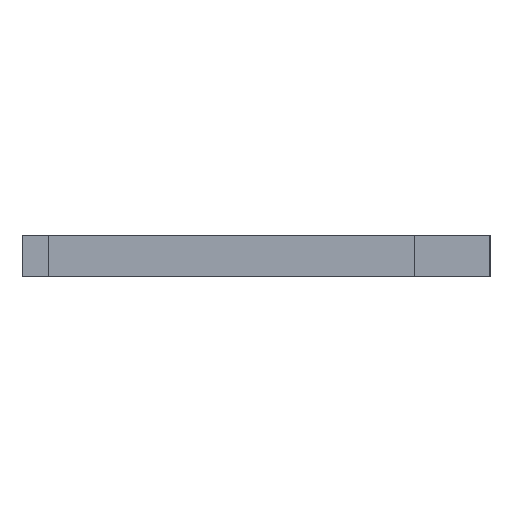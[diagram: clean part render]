
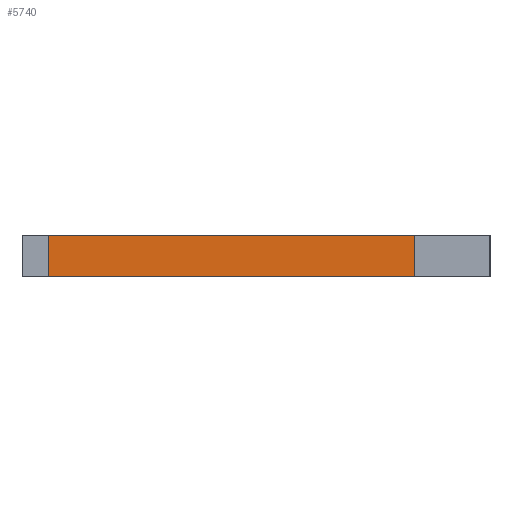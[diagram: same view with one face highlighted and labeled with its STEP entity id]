
A CAD part, left-side view. The second image highlights one B-rep face of the part: STEP entity #5740.
In plain terms, the highlighted planar face has unit normal (-1, 0, 0).
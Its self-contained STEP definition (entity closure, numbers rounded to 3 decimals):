
#83 = PLANE('',#84);
#84 = AXIS2_PLACEMENT_3D('',#85,#86,#87);
#85 = CARTESIAN_POINT('',(149.092,-110.396,1.6));
#86 = DIRECTION('',(-0.,-0.,-1.));
#87 = DIRECTION('',(-1.,0.,0.));
#137 = PLANE('',#138);
#138 = AXIS2_PLACEMENT_3D('',#139,#140,#141);
#139 = CARTESIAN_POINT('',(149.092,-110.396,0.));
#140 = DIRECTION('',(-0.,-0.,-1.));
#141 = DIRECTION('',(-1.,0.,0.));
#442 = VERTEX_POINT('',#443);
#443 = CARTESIAN_POINT('',(44.,-117.,0.));
#457 = PLANE('',#458);
#458 = AXIS2_PLACEMENT_3D('',#459,#460,#461);
#459 = CARTESIAN_POINT('',(115.9,-117.,0.));
#460 = DIRECTION('',(0.,-1.,0.));
#461 = DIRECTION('',(-1.,0.,0.));
#469 = EDGE_CURVE('',#442,#470,#472,.T.);
#470 = VERTEX_POINT('',#471);
#471 = CARTESIAN_POINT('',(44.,-103.,0.));
#472 = SURFACE_CURVE('',#473,(#477,#484),.PCURVE_S1.);
#473 = LINE('',#474,#475);
#474 = CARTESIAN_POINT('',(44.,-117.,0.));
#475 = VECTOR('',#476,1.);
#476 = DIRECTION('',(0.,1.,0.));
#477 = PCURVE('',#137,#478);
#478 = DEFINITIONAL_REPRESENTATION('',(#479),#483);
#479 = LINE('',#480,#481);
#480 = CARTESIAN_POINT('',(105.092,-6.604));
#481 = VECTOR('',#482,1.);
#482 = DIRECTION('',(0.,1.));
#483 = ( GEOMETRIC_REPRESENTATION_CONTEXT(2) 
PARAMETRIC_REPRESENTATION_CONTEXT() REPRESENTATION_CONTEXT('2D SPACE',''
  ) );
#484 = PCURVE('',#485,#490);
#485 = PLANE('',#486);
#486 = AXIS2_PLACEMENT_3D('',#487,#488,#489);
#487 = CARTESIAN_POINT('',(44.,-117.,0.));
#488 = DIRECTION('',(-1.,0.,0.));
#489 = DIRECTION('',(0.,1.,0.));
#490 = DEFINITIONAL_REPRESENTATION('',(#491),#495);
#491 = LINE('',#492,#493);
#492 = CARTESIAN_POINT('',(0.,0.));
#493 = VECTOR('',#494,1.);
#494 = DIRECTION('',(1.,0.));
#495 = ( GEOMETRIC_REPRESENTATION_CONTEXT(2) 
PARAMETRIC_REPRESENTATION_CONTEXT() REPRESENTATION_CONTEXT('2D SPACE',''
  ) );
#513 = PLANE('',#514);
#514 = AXIS2_PLACEMENT_3D('',#515,#516,#517);
#515 = CARTESIAN_POINT('',(44.,-103.,0.));
#516 = DIRECTION('',(0.,1.,0.));
#517 = DIRECTION('',(1.,0.,0.));
#3293 = VERTEX_POINT('',#3294);
#3294 = CARTESIAN_POINT('',(44.,-117.,1.6));
#3315 = EDGE_CURVE('',#3293,#3316,#3318,.T.);
#3316 = VERTEX_POINT('',#3317);
#3317 = CARTESIAN_POINT('',(44.,-103.,1.6));
#3318 = SURFACE_CURVE('',#3319,(#3323,#3330),.PCURVE_S1.);
#3319 = LINE('',#3320,#3321);
#3320 = CARTESIAN_POINT('',(44.,-117.,1.6));
#3321 = VECTOR('',#3322,1.);
#3322 = DIRECTION('',(0.,1.,0.));
#3323 = PCURVE('',#83,#3324);
#3324 = DEFINITIONAL_REPRESENTATION('',(#3325),#3329);
#3325 = LINE('',#3326,#3327);
#3326 = CARTESIAN_POINT('',(105.092,-6.604));
#3327 = VECTOR('',#3328,1.);
#3328 = DIRECTION('',(0.,1.));
#3329 = ( GEOMETRIC_REPRESENTATION_CONTEXT(2) 
PARAMETRIC_REPRESENTATION_CONTEXT() REPRESENTATION_CONTEXT('2D SPACE',''
  ) );
#3330 = PCURVE('',#485,#3331);
#3331 = DEFINITIONAL_REPRESENTATION('',(#3332),#3336);
#3332 = LINE('',#3333,#3334);
#3333 = CARTESIAN_POINT('',(0.,-1.6));
#3334 = VECTOR('',#3335,1.);
#3335 = DIRECTION('',(1.,0.));
#3336 = ( GEOMETRIC_REPRESENTATION_CONTEXT(2) 
PARAMETRIC_REPRESENTATION_CONTEXT() REPRESENTATION_CONTEXT('2D SPACE',''
  ) );
#5690 = EDGE_CURVE('',#470,#3316,#5691,.T.);
#5691 = SURFACE_CURVE('',#5692,(#5696,#5703),.PCURVE_S1.);
#5692 = LINE('',#5693,#5694);
#5693 = CARTESIAN_POINT('',(44.,-103.,0.));
#5694 = VECTOR('',#5695,1.);
#5695 = DIRECTION('',(0.,0.,1.));
#5696 = PCURVE('',#513,#5697);
#5697 = DEFINITIONAL_REPRESENTATION('',(#5698),#5702);
#5698 = LINE('',#5699,#5700);
#5699 = CARTESIAN_POINT('',(0.,0.));
#5700 = VECTOR('',#5701,1.);
#5701 = DIRECTION('',(0.,-1.));
#5702 = ( GEOMETRIC_REPRESENTATION_CONTEXT(2) 
PARAMETRIC_REPRESENTATION_CONTEXT() REPRESENTATION_CONTEXT('2D SPACE',''
  ) );
#5703 = PCURVE('',#485,#5704);
#5704 = DEFINITIONAL_REPRESENTATION('',(#5705),#5709);
#5705 = LINE('',#5706,#5707);
#5706 = CARTESIAN_POINT('',(14.,0.));
#5707 = VECTOR('',#5708,1.);
#5708 = DIRECTION('',(0.,-1.));
#5709 = ( GEOMETRIC_REPRESENTATION_CONTEXT(2) 
PARAMETRIC_REPRESENTATION_CONTEXT() REPRESENTATION_CONTEXT('2D SPACE',''
  ) );
#5740 = ADVANCED_FACE('',(#5741),#485,.T.);
#5741 = FACE_BOUND('',#5742,.T.);
#5742 = EDGE_LOOP('',(#5743,#5764,#5765,#5766));
#5743 = ORIENTED_EDGE('',*,*,#5744,.T.);
#5744 = EDGE_CURVE('',#442,#3293,#5745,.T.);
#5745 = SURFACE_CURVE('',#5746,(#5750,#5757),.PCURVE_S1.);
#5746 = LINE('',#5747,#5748);
#5747 = CARTESIAN_POINT('',(44.,-117.,0.));
#5748 = VECTOR('',#5749,1.);
#5749 = DIRECTION('',(0.,0.,1.));
#5750 = PCURVE('',#485,#5751);
#5751 = DEFINITIONAL_REPRESENTATION('',(#5752),#5756);
#5752 = LINE('',#5753,#5754);
#5753 = CARTESIAN_POINT('',(0.,0.));
#5754 = VECTOR('',#5755,1.);
#5755 = DIRECTION('',(0.,-1.));
#5756 = ( GEOMETRIC_REPRESENTATION_CONTEXT(2) 
PARAMETRIC_REPRESENTATION_CONTEXT() REPRESENTATION_CONTEXT('2D SPACE',''
  ) );
#5757 = PCURVE('',#457,#5758);
#5758 = DEFINITIONAL_REPRESENTATION('',(#5759),#5763);
#5759 = LINE('',#5760,#5761);
#5760 = CARTESIAN_POINT('',(71.9,0.));
#5761 = VECTOR('',#5762,1.);
#5762 = DIRECTION('',(0.,-1.));
#5763 = ( GEOMETRIC_REPRESENTATION_CONTEXT(2) 
PARAMETRIC_REPRESENTATION_CONTEXT() REPRESENTATION_CONTEXT('2D SPACE',''
  ) );
#5764 = ORIENTED_EDGE('',*,*,#3315,.T.);
#5765 = ORIENTED_EDGE('',*,*,#5690,.F.);
#5766 = ORIENTED_EDGE('',*,*,#469,.F.);
